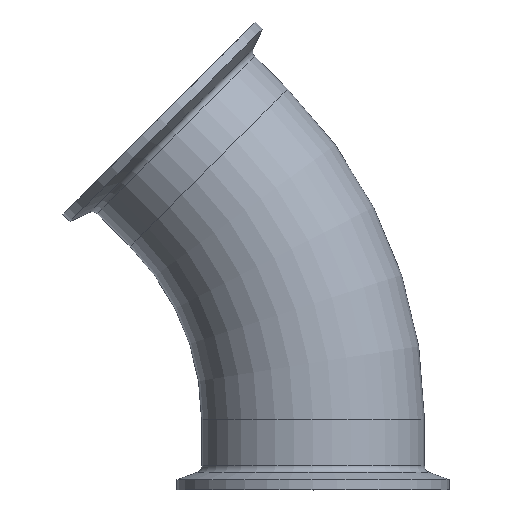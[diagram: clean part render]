
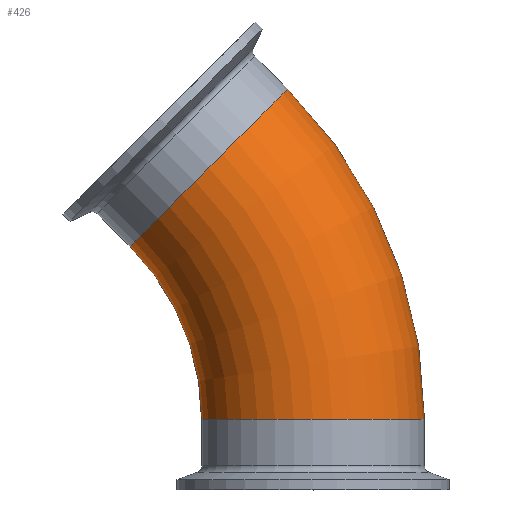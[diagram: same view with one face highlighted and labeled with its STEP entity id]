
A CAD part, top view. The second image highlights one B-rep face of the part: STEP entity #426.
In plain terms, the highlighted toroidal (fillet/blend) face has major radius 101.3 mm and minor radius 31.75 mm.
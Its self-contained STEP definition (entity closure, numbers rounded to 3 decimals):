
#84=FACE_OUTER_BOUND('',#114,.T.);
#114=EDGE_LOOP('',(#385,#386,#387,#388,#389,#390));
#135=CIRCLE('',#476,31.75);
#136=CIRCLE('',#477,31.75);
#158=CIRCLE('',#510,31.75);
#159=CIRCLE('',#511,31.75);
#164=CIRCLE('',#522,69.55);
#182=VERTEX_POINT('',#739);
#183=VERTEX_POINT('',#741);
#201=VERTEX_POINT('',#797);
#202=VERTEX_POINT('',#798);
#229=EDGE_CURVE('',#182,#183,#135,.T.);
#230=EDGE_CURVE('',#183,#182,#136,.T.);
#256=EDGE_CURVE('',#201,#202,#158,.T.);
#257=EDGE_CURVE('',#202,#201,#159,.T.);
#266=EDGE_CURVE('',#183,#201,#164,.T.);
#385=ORIENTED_EDGE('',*,*,#230,.F.);
#386=ORIENTED_EDGE('',*,*,#266,.T.);
#387=ORIENTED_EDGE('',*,*,#256,.T.);
#388=ORIENTED_EDGE('',*,*,#257,.T.);
#389=ORIENTED_EDGE('',*,*,#266,.F.);
#390=ORIENTED_EDGE('',*,*,#229,.F.);
#400=TOROIDAL_SURFACE('',#521,101.3,31.75);
#426=ADVANCED_FACE('',(#84),#400,.T.);
#476=AXIS2_PLACEMENT_3D('',#742,#587,#588);
#477=AXIS2_PLACEMENT_3D('',#743,#589,#590);
#510=AXIS2_PLACEMENT_3D('',#799,#659,#660);
#511=AXIS2_PLACEMENT_3D('',#800,#661,#662);
#521=AXIS2_PLACEMENT_3D('',#816,#685,#686);
#522=AXIS2_PLACEMENT_3D('',#817,#687,#688);
#587=DIRECTION('center_axis',(-0.707,0.707,0.));
#588=DIRECTION('ref_axis',(-0.707,-0.707,0.));
#589=DIRECTION('center_axis',(-0.707,0.707,0.));
#590=DIRECTION('ref_axis',(-0.707,-0.707,0.));
#659=DIRECTION('center_axis',(0.,1.,0.));
#660=DIRECTION('ref_axis',(-1.,0.,0.));
#661=DIRECTION('center_axis',(0.,1.,0.));
#662=DIRECTION('ref_axis',(-1.,0.,0.));
#685=DIRECTION('center_axis',(0.,0.,1.));
#686=DIRECTION('ref_axis',(1.,0.,0.));
#687=DIRECTION('center_axis',(0.,0.,-1.));
#688=DIRECTION('ref_axis',(1.,0.,0.));
#739=CARTESIAN_POINT('',(-7.219,52.121,0.));
#741=CARTESIAN_POINT('',(-52.121,7.219,0.));
#742=CARTESIAN_POINT('Origin',(-29.67,29.67,0.));
#743=CARTESIAN_POINT('Origin',(-29.67,29.67,0.));
#797=CARTESIAN_POINT('',(-31.75,-41.96,0.));
#798=CARTESIAN_POINT('',(31.75,-41.96,0.));
#799=CARTESIAN_POINT('Origin',(0.,-41.96,
0.));
#800=CARTESIAN_POINT('Origin',(0.,-41.96,
0.));
#816=CARTESIAN_POINT('Origin',(-101.3,-41.96,0.));
#817=CARTESIAN_POINT('Origin',(-101.3,-41.96,0.));
